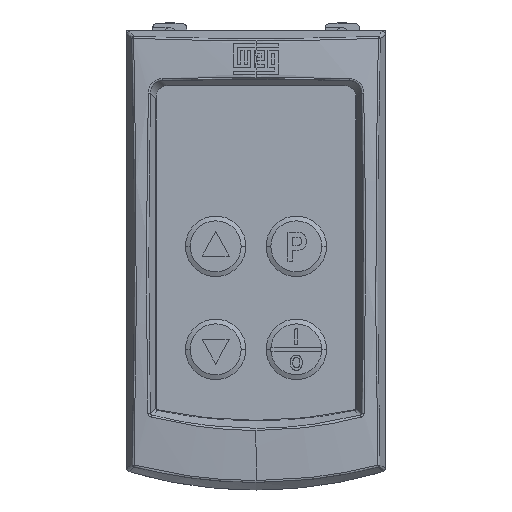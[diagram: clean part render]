
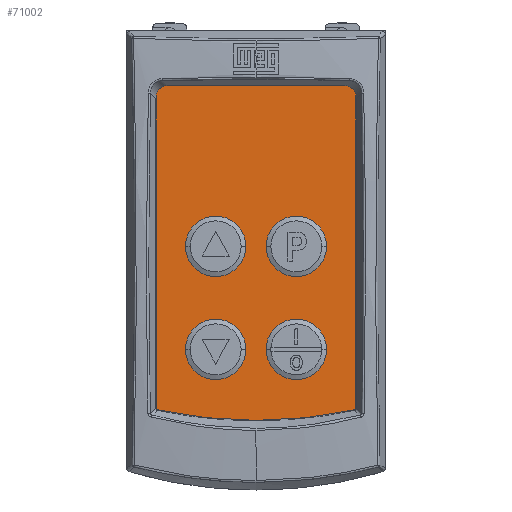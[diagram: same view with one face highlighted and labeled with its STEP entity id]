
A CAD part, top view. The second image highlights one B-rep face of the part: STEP entity #71002.
In plain terms, the highlighted planar face has unit normal (0, 0, 1).
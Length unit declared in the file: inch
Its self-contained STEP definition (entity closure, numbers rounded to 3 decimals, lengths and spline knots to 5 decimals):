
#1463 = VERTEX_POINT ( 'NONE', #115541 ) ;
#2633 = VECTOR ( 'NONE', #115114, 39.37008 ) ;
#2779 = VERTEX_POINT ( 'NONE', #24600 ) ;
#4415 = AXIS2_PLACEMENT_3D ( 'NONE', #61368, #137245, #7678 ) ;
#4530 = ORIENTED_EDGE ( 'NONE', *, *, #130513, .T. ) ;
#5562 = EDGE_CURVE ( 'NONE', #116466, #101178, #39196, .T. ) ;
#6257 = EDGE_CURVE ( 'NONE', #146983, #2779, #74757, .T. ) ;
#6815 = EDGE_CURVE ( 'NONE', #25853, #77662, #60627, .T. ) ;
#7678 = DIRECTION ( 'NONE',  ( 1., 0., 0. ) ) ;
#8562 = FACE_BOUND ( 'NONE', #132262, .T. ) ;
#9315 = DIRECTION ( 'NONE',  ( -1., 0., 0. ) ) ;
#11594 = CARTESIAN_POINT ( 'NONE',  ( 0.87894, 0.7888, 0.42126 ) ) ;
#11680 = ORIENTED_EDGE ( 'NONE', *, *, #53396, .T. ) ;
#11829 = CARTESIAN_POINT ( 'NONE',  ( -0.62008, 0.12541, 0.42126 ) ) ;
#12013 = AXIS2_PLACEMENT_3D ( 'NONE', #65293, #130147, #79664 ) ;
#15014 = CARTESIAN_POINT ( 'NONE',  ( -0.35433, -0.7801, 0.42126 ) ) ;
#17720 = CIRCLE ( 'NONE', #118400, 0.09843 ) ;
#19580 = ORIENTED_EDGE ( 'NONE', *, *, #82402, .T. ) ;
#21670 = CARTESIAN_POINT ( 'NONE',  ( -0.78051, 1.4384, 0.42126 ) ) ;
#22029 = EDGE_CURVE ( 'NONE', #116466, #77662, #22961, .T. ) ;
#22961 = LINE ( 'NONE', #11594, #70388 ) ;
#23057 = CARTESIAN_POINT ( 'NONE',  ( -0.35433, 0.12541, 0.42126 ) ) ;
#23334 = DIRECTION ( 'NONE',  ( 0., 0., -1. ) ) ;
#24600 = CARTESIAN_POINT ( 'NONE',  ( 0.08858, -0.7801, 0.42126 ) ) ;
#25346 = AXIS2_PLACEMENT_3D ( 'NONE', #23057, #123791, #35793 ) ;
#25581 = CARTESIAN_POINT ( 'NONE',  ( 0.87894, -1.30963, 0.42126 ) ) ;
#25853 = VERTEX_POINT ( 'NONE', #44285 ) ;
#28993 = AXIS2_PLACEMENT_3D ( 'NONE', #96801, #135005, #9315 ) ;
#29759 = ORIENTED_EDGE ( 'NONE', *, *, #73678, .F. ) ;
#34182 = CARTESIAN_POINT ( 'NONE',  ( 0.62008, 0.12541, 0.42126 ) ) ;
#35238 = CIRCLE ( 'NONE', #93438, 0.26575 ) ;
#35793 = DIRECTION ( 'NONE',  ( -1., 0., 0. ) ) ;
#36788 = DIRECTION ( 'NONE',  ( 1., 0., 0. ) ) ;
#39196 = CIRCLE ( 'NONE', #86174, 4.13386 ) ;
#39264 = ORIENTED_EDGE ( 'NONE', *, *, #155046, .T. ) ;
#41173 = VERTEX_POINT ( 'NONE', #90529 ) ;
#44285 = CARTESIAN_POINT ( 'NONE',  ( 0.78051, 1.53683, 0.42126 ) ) ;
#44465 = AXIS2_PLACEMENT_3D ( 'NONE', #110993, #164149, #112099 ) ;
#45067 = VERTEX_POINT ( 'NONE', #101386 ) ;
#45564 = CARTESIAN_POINT ( 'NONE',  ( -0.35433, 0.12541, 0.42126 ) ) ;
#47082 = DIRECTION ( 'NONE',  ( 1., 0., 0. ) ) ;
#53396 = EDGE_CURVE ( 'NONE', #133656, #134317, #132308, .T. ) ;
#54153 = EDGE_LOOP ( 'NONE', ( #61329, #4530 ) ) ;
#55396 = EDGE_LOOP ( 'NONE', ( #72457, #153134 ) ) ;
#57565 = AXIS2_PLACEMENT_3D ( 'NONE', #15014, #103087, #65965 ) ;
#59029 = CARTESIAN_POINT ( 'NONE',  ( 0.08858, 0.12541, 0.42126 ) ) ;
#59075 = EDGE_LOOP ( 'NONE', ( #39264, #29759, #19580, #163285, #154629, #162097 ) ) ;
#59166 = DIRECTION ( 'NONE',  ( -1., 0., 0. ) ) ;
#59723 = CARTESIAN_POINT ( 'NONE',  ( 0., 1.53683, 0.42126 ) ) ;
#60627 = CIRCLE ( 'NONE', #109738, 0.09843 ) ;
#61329 = ORIENTED_EDGE ( 'NONE', *, *, #62587, .T. ) ;
#61368 = CARTESIAN_POINT ( 'NONE',  ( 0., 0.7888, 0.42126 ) ) ;
#62587 = EDGE_CURVE ( 'NONE', #45067, #162384, #95077, .T. ) ;
#62628 = CIRCLE ( 'NONE', #57565, 0.26575 ) ;
#63869 = EDGE_CURVE ( 'NONE', #2779, #146983, #35238, .T. ) ;
#65293 = CARTESIAN_POINT ( 'NONE',  ( 0.35433, 0.12541, 0.42126 ) ) ;
#65965 = DIRECTION ( 'NONE',  ( -1., 0., 0. ) ) ;
#68228 = CARTESIAN_POINT ( 'NONE',  ( 0., 2.72971, 0.42126 ) ) ;
#70388 = VECTOR ( 'NONE', #100176, 39.37008 ) ;
#71002 = ADVANCED_FACE ( 'NONE', ( #155217, #85697, #121501, #101652, #8562 ), #96241, .T. ) ;
#71791 = CIRCLE ( 'NONE', #12013, 0.26575 ) ;
#72457 = ORIENTED_EDGE ( 'NONE', *, *, #63869, .T. ) ;
#72629 = DIRECTION ( 'NONE',  ( 0., 0., -1. ) ) ;
#73678 = EDGE_CURVE ( 'NONE', #41173, #1463, #17720, .T. ) ;
#74757 = CIRCLE ( 'NONE', #28993, 0.26575 ) ;
#75676 = ORIENTED_EDGE ( 'NONE', *, *, #98690, .T. ) ;
#77662 = VERTEX_POINT ( 'NONE', #159236 ) ;
#78376 = CARTESIAN_POINT ( 'NONE',  ( 0.35433, 0.12541, 0.42126 ) ) ;
#79664 = DIRECTION ( 'NONE',  ( -1., 0., 0. ) ) ;
#81217 = EDGE_LOOP ( 'NONE', ( #11680, #137552 ) ) ;
#82402 = EDGE_CURVE ( 'NONE', #41173, #101178, #129471, .T. ) ;
#85697 = FACE_BOUND ( 'NONE', #81217, .T. ) ;
#86174 = AXIS2_PLACEMENT_3D ( 'NONE', #68228, #156882, #118122 ) ;
#87685 = VERTEX_POINT ( 'NONE', #34182 ) ;
#88407 = DIRECTION ( 'NONE',  ( -1., 0., 0. ) ) ;
#90171 = CARTESIAN_POINT ( 'NONE',  ( 0.35433, -0.7801, 0.42126 ) ) ;
#90529 = CARTESIAN_POINT ( 'NONE',  ( -0.87894, 1.4384, 0.42126 ) ) ;
#93438 = AXIS2_PLACEMENT_3D ( 'NONE', #90171, #140580, #137808 ) ;
#95077 = CIRCLE ( 'NONE', #44465, 0.26575 ) ;
#96241 = PLANE ( 'NONE',  #4415 ) ;
#96801 = CARTESIAN_POINT ( 'NONE',  ( 0.35433, -0.7801, 0.42126 ) ) ;
#98690 = EDGE_CURVE ( 'NONE', #87685, #121227, #146570, .T. ) ;
#100176 = DIRECTION ( 'NONE',  ( 0., 1., 0. ) ) ;
#100960 = DIRECTION ( 'NONE',  ( 0., 0., -1. ) ) ;
#101178 = VERTEX_POINT ( 'NONE', #106852 ) ;
#101284 = LINE ( 'NONE', #59723, #132888 ) ;
#101386 = CARTESIAN_POINT ( 'NONE',  ( -0.62008, -0.7801, 0.42126 ) ) ;
#101652 = FACE_BOUND ( 'NONE', #54153, .T. ) ;
#102254 = DIRECTION ( 'NONE',  ( 0., 0., -1. ) ) ;
#103087 = DIRECTION ( 'NONE',  ( 0., 0., -1. ) ) ;
#106852 = CARTESIAN_POINT ( 'NONE',  ( -0.87894, -1.30963, 0.42126 ) ) ;
#108423 = CARTESIAN_POINT ( 'NONE',  ( -0.08858, -0.7801, 0.42126 ) ) ;
#109738 = AXIS2_PLACEMENT_3D ( 'NONE', #138086, #100960, #36788 ) ;
#110993 = CARTESIAN_POINT ( 'NONE',  ( -0.35433, -0.7801, 0.42126 ) ) ;
#112083 = ORIENTED_EDGE ( 'NONE', *, *, #131533, .T. ) ;
#112099 = DIRECTION ( 'NONE',  ( -1., 0., 0. ) ) ;
#114563 = CARTESIAN_POINT ( 'NONE',  ( -0.87894, 0.7888, 0.42126 ) ) ;
#115114 = DIRECTION ( 'NONE',  ( 0., -1., 0. ) ) ;
#115121 = AXIS2_PLACEMENT_3D ( 'NONE', #45564, #72629, #123055 ) ;
#115541 = CARTESIAN_POINT ( 'NONE',  ( -0.78051, 1.53683, 0.42126 ) ) ;
#116466 = VERTEX_POINT ( 'NONE', #25581 ) ;
#118122 = DIRECTION ( 'NONE',  ( 1., 0., 0. ) ) ;
#118400 = AXIS2_PLACEMENT_3D ( 'NONE', #21670, #23334, #47082 ) ;
#121002 = AXIS2_PLACEMENT_3D ( 'NONE', #78376, #102254, #88407 ) ;
#121227 = VERTEX_POINT ( 'NONE', #59029 ) ;
#121501 = FACE_BOUND ( 'NONE', #55396, .T. ) ;
#123055 = DIRECTION ( 'NONE',  ( -1., 0., 0. ) ) ;
#123791 = DIRECTION ( 'NONE',  ( 0., 0., -1. ) ) ;
#129471 = LINE ( 'NONE', #114563, #2633 ) ;
#130147 = DIRECTION ( 'NONE',  ( 0., 0., -1. ) ) ;
#130513 = EDGE_CURVE ( 'NONE', #162384, #45067, #62628, .T. ) ;
#131533 = EDGE_CURVE ( 'NONE', #121227, #87685, #71791, .T. ) ;
#132262 = EDGE_LOOP ( 'NONE', ( #112083, #75676 ) ) ;
#132308 = CIRCLE ( 'NONE', #25346, 0.26575 ) ;
#132888 = VECTOR ( 'NONE', #59166, 39.37008 ) ;
#133656 = VERTEX_POINT ( 'NONE', #11829 ) ;
#134317 = VERTEX_POINT ( 'NONE', #147623 ) ;
#135005 = DIRECTION ( 'NONE',  ( 0., 0., -1. ) ) ;
#137245 = DIRECTION ( 'NONE',  ( 0., 0., 1. ) ) ;
#137552 = ORIENTED_EDGE ( 'NONE', *, *, #139945, .T. ) ;
#137808 = DIRECTION ( 'NONE',  ( -1., 0., 0. ) ) ;
#138086 = CARTESIAN_POINT ( 'NONE',  ( 0.78051, 1.4384, 0.42126 ) ) ;
#139945 = EDGE_CURVE ( 'NONE', #134317, #133656, #164376, .T. ) ;
#140580 = DIRECTION ( 'NONE',  ( 0., 0., -1. ) ) ;
#146570 = CIRCLE ( 'NONE', #121002, 0.26575 ) ;
#146983 = VERTEX_POINT ( 'NONE', #154591 ) ;
#147623 = CARTESIAN_POINT ( 'NONE',  ( -0.08858, 0.12541, 0.42126 ) ) ;
#153134 = ORIENTED_EDGE ( 'NONE', *, *, #6257, .T. ) ;
#154591 = CARTESIAN_POINT ( 'NONE',  ( 0.62008, -0.7801, 0.42126 ) ) ;
#154629 = ORIENTED_EDGE ( 'NONE', *, *, #22029, .T. ) ;
#155046 = EDGE_CURVE ( 'NONE', #25853, #1463, #101284, .T. ) ;
#155217 = FACE_OUTER_BOUND ( 'NONE', #59075, .T. ) ;
#156882 = DIRECTION ( 'NONE',  ( 0., 0., -1. ) ) ;
#159236 = CARTESIAN_POINT ( 'NONE',  ( 0.87894, 1.4384, 0.42126 ) ) ;
#162097 = ORIENTED_EDGE ( 'NONE', *, *, #6815, .F. ) ;
#162384 = VERTEX_POINT ( 'NONE', #108423 ) ;
#163285 = ORIENTED_EDGE ( 'NONE', *, *, #5562, .F. ) ;
#164149 = DIRECTION ( 'NONE',  ( 0., 0., -1. ) ) ;
#164376 = CIRCLE ( 'NONE', #115121, 0.26575 ) ;
